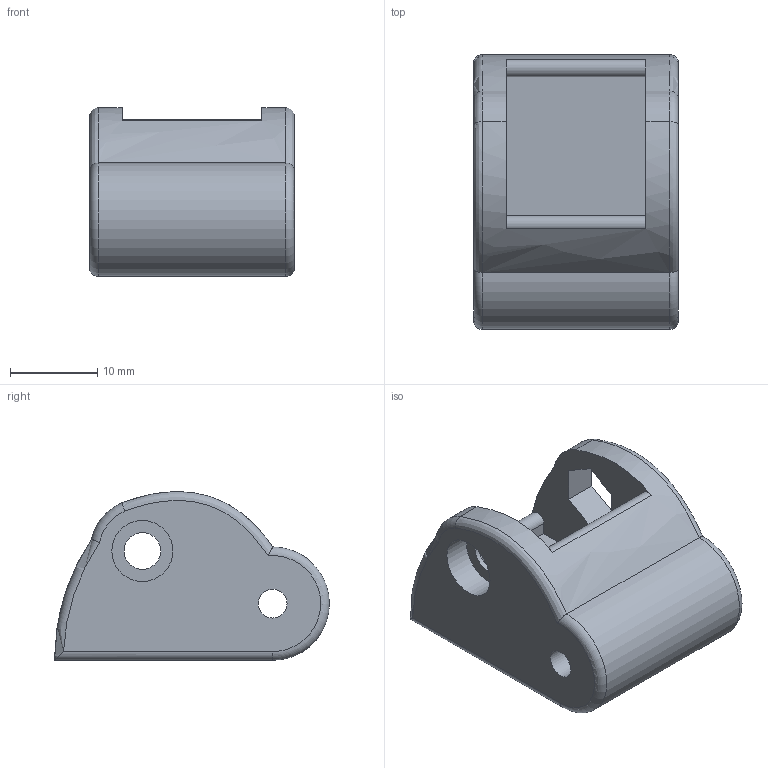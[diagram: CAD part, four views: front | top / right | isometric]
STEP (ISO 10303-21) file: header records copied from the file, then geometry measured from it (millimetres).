
FILE_DESCRIPTION(/* description */ (''),/* implementation_level */ '2;1');
FILE_NAME(/* name */ 'T3M1C v1.step',/* time_stamp */ '2019-03-05T07:38:18-06:00',/* author */ (''),/* organization */ (''),/* preprocessor_version */ 'ST-DEVELOPER v17.2',/* originating_system */ 'Autodesk Translation Framework v7.6.0.251',/* authorisation */ '');
FILE_SCHEMA (('AUTOMOTIVE_DESIGN { 1 0 10303 214 3 1 1 }'));
Length unit declared in the file: millimetre
Products named in the file (1): T3M1C
Bounding box: 23.5 x 31.5 x 19.33 mm (x, y, z)
Volume: 6884 mm3; surface area: 3786.6 mm2
Topology: 1 solids, 1 shells, 44 faces, 110 edges, 70 vertices
Faces by surface type: plane 20, cylinder 13, torus 6, bspline 3, cone 2
Full cylindrical faces by diameter (mm): 3.3 x1, 4.2 x1, 7 x1
Entity records: 2086 total; most frequent: CARTESIAN_POINT 993, ORIENTED_EDGE 220, DIRECTION 218, EDGE_CURVE 110, AXIS2_PLACEMENT_3D 80, VERTEX_POINT 70, LINE 58, VECTOR 58
